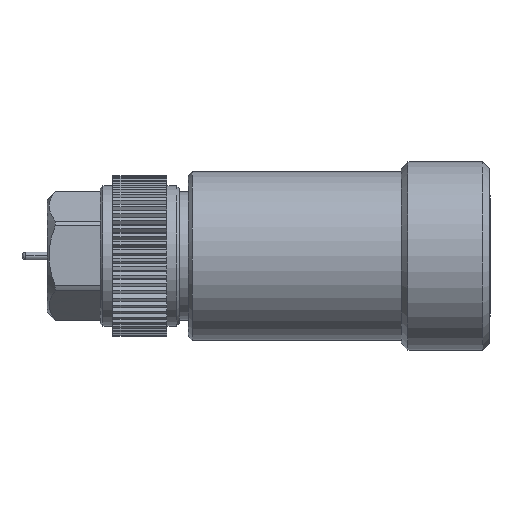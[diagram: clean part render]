
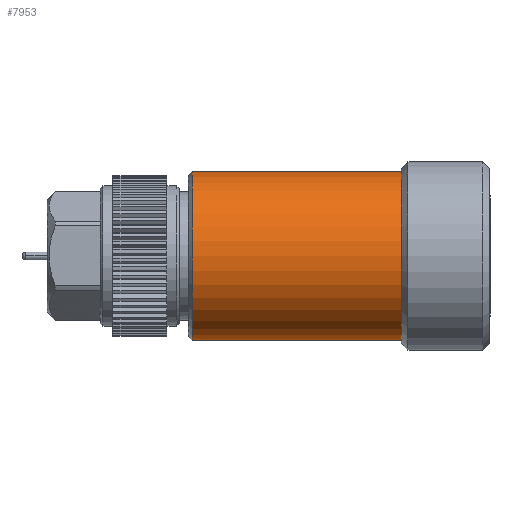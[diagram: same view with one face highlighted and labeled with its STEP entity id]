
A CAD part, top view. The second image highlights one B-rep face of the part: STEP entity #7953.
In plain terms, the highlighted cylindrical face has radius 8.081 mm (diameter 16.162 mm), a partial arc.
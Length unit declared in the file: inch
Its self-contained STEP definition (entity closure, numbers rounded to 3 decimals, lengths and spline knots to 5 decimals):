
#156 = DIRECTION ( 'NONE',  ( 1., 0., 0. ) ) ;
#556 = AXIS2_PLACEMENT_3D ( 'NONE', #8584, #156, #5220 ) ;
#666 = EDGE_CURVE ( 'NONE', #9063, #1866, #1355, .T. ) ;
#1355 = CIRCLE ( 'NONE', #10154, 0.31815 ) ;
#1555 = VECTOR ( 'NONE', #4145, 39.37008 ) ;
#1866 = VERTEX_POINT ( 'NONE', #3110 ) ;
#2361 = DIRECTION ( 'NONE',  ( 0., 1., 0. ) ) ;
#2393 = ORIENTED_EDGE ( 'NONE', *, *, #2653, .T. ) ;
#2495 = DIRECTION ( 'NONE',  ( 1., 0., 0. ) ) ;
#2653 = EDGE_CURVE ( 'NONE', #5878, #1866, #9207, .T. ) ;
#2764 = CIRCLE ( 'NONE', #10143, 0.31815 ) ;
#2929 = ORIENTED_EDGE ( 'NONE', *, *, #666, .F. ) ;
#2962 = LINE ( 'NONE', #8802, #3150 ) ;
#3110 = CARTESIAN_POINT ( 'NONE',  ( 1.42933, -0.31815, 0. ) ) ;
#3150 = VECTOR ( 'NONE', #4607, 39.37008 ) ;
#3236 = EDGE_CURVE ( 'NONE', #7804, #9063, #2962, .T. ) ;
#3491 = DIRECTION ( 'NONE',  ( 0., 1., 0. ) ) ;
#3909 = DIRECTION ( 'NONE',  ( 1., 0., 0. ) ) ;
#4145 = DIRECTION ( 'NONE',  ( 1., 0., 0. ) ) ;
#4150 = ORIENTED_EDGE ( 'NONE', *, *, #3236, .F. ) ;
#4455 = ORIENTED_EDGE ( 'NONE', *, *, #7103, .T. ) ;
#4510 = FACE_OUTER_BOUND ( 'NONE', #10180, .T. ) ;
#4607 = DIRECTION ( 'NONE',  ( 1., 0., 0. ) ) ;
#5220 = DIRECTION ( 'NONE',  ( 0., 1., 0. ) ) ;
#5463 = CARTESIAN_POINT ( 'NONE',  ( 1.42933, 0.31815, 0. ) ) ;
#5878 = VERTEX_POINT ( 'NONE', #6124 ) ;
#6124 = CARTESIAN_POINT ( 'NONE',  ( 0.64101, -0.31815, 0. ) ) ;
#7103 = EDGE_CURVE ( 'NONE', #7804, #5878, #2764, .T. ) ;
#7363 = CARTESIAN_POINT ( 'NONE',  ( 0.64101, 0.31815, 0. ) ) ;
#7434 = CARTESIAN_POINT ( 'NONE',  ( 1.76, -0.31815, 0. ) ) ;
#7804 = VERTEX_POINT ( 'NONE', #7363 ) ;
#7953 = ADVANCED_FACE ( 'NONE', ( #4510 ), #10298, .T. ) ;
#8584 = CARTESIAN_POINT ( 'NONE',  ( 1.76, 0., 0. ) ) ;
#8802 = CARTESIAN_POINT ( 'NONE',  ( 1.76, 0.31815, 0. ) ) ;
#9063 = VERTEX_POINT ( 'NONE', #5463 ) ;
#9207 = LINE ( 'NONE', #7434, #1555 ) ;
#10143 = AXIS2_PLACEMENT_3D ( 'NONE', #10883, #2495, #3491 ) ;
#10154 = AXIS2_PLACEMENT_3D ( 'NONE', #10538, #3909, #2361 ) ;
#10180 = EDGE_LOOP ( 'NONE', ( #4455, #2393, #2929, #4150 ) ) ;
#10298 = CYLINDRICAL_SURFACE ( 'NONE', #556, 0.31815 ) ;
#10538 = CARTESIAN_POINT ( 'NONE',  ( 1.42933, 0., 0. ) ) ;
#10883 = CARTESIAN_POINT ( 'NONE',  ( 0.64101, 0., 0. ) ) ;
